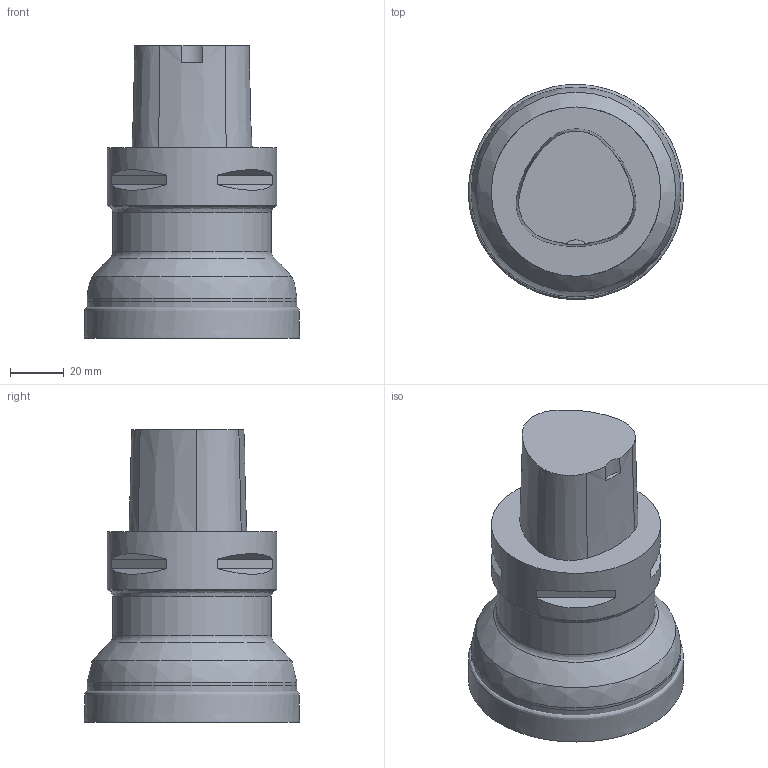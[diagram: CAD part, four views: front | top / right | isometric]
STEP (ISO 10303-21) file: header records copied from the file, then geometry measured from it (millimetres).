
FILE_DESCRIPTION(/* description */ (''),/* implementation_level */ '2;1');
FILE_NAME(/* name */ 'toolassembly_1.stp',/* time_stamp */ '2019-10-02T13:37:31+02:00',/* author */ (''),/* organization */ ('SMS'),/* preprocessor_version */ 'ST-DEVELOPER v16.7',/* originating_system */ 'SIEMENS PLM Software NX 12.0',/* authorisation */ '');
FILE_SCHEMA (('AUTOMOTIVE_DESIGN { 1 0 10303 214 3 1 1 1 }'));
Length unit declared in the file: millimetre
Products named in the file (4): CUT_20191002133638; NOCUT_20191002133608; ASSEMBLY_CONSTRUCTION; TOOLASSEMBLY_1
Assembly tree (3 placements, depth 2):
  TOOLASSEMBLY_1
    ASSEMBLY_CONSTRUCTION
    NOCUT_20191002133608
    CUT_20191002133638
Bounding box: 80.01 x 80.01 x 109 mm (x, y, z)
Volume: 318056 mm3; surface area: 38381.5 mm2
Topology: 2 solids, 2 shells, 37 faces, 80 edges, 62 vertices
Faces by surface type: plane 17, cone 10, cylinder 4, revolution 3, torus 2, bspline 1
Full cylindrical faces by diameter (mm): 59 x1, 63 x1, 78.035 x1
Entity records: 7885 total; most frequent: CARTESIAN_POINT 6896, DIRECTION 199, ORIENTED_EDGE 124, AXIS2_PLACEMENT_3D 87, EDGE_CURVE 62, EDGE_LOOP 54, VERTEX_POINT 47, ADVANCED_FACE 37
